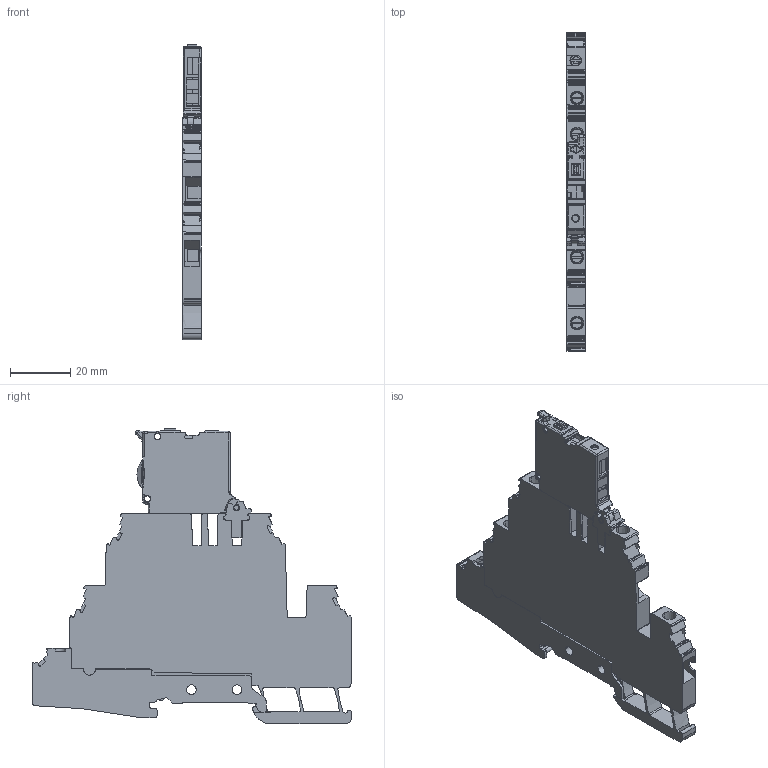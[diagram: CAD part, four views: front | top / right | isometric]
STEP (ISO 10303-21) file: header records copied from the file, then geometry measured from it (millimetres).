
FILE_DESCRIPTION(('CATIA V5R22 STEP214','CAx-IF Rec.Pracs.--- Model Styling and Organization---1.4--- 2014-01-23'),'2;1');
FILE_NAME ('1995225-4_0', '2024-03-07T07:39:59+00:00', ('Weidmueller Interface'), ('Weidmueller'), 'CATIA Version 5-6 Release 2016 SP3 HF44', 'CATIA V5 STEP AP214', 'none');
FILE_SCHEMA(('AUTOMOTIVE_DESIGN { 1 0 10303 214 1 1 1 1 }'));
Products named in the file (1): 3019360000
Bounding box: 6.1 x 106.23 x 98.46 mm (x, y, z)
Volume: 33815.5 mm3; surface area: 21080 mm2
Topology: 11 solids, 11 shells, 1670 faces, 4701 edges, 3057 vertices
Faces by surface type: plane 801, cylinder 519, extrusion 174, torus 102, bspline 41, cone 21, sphere 12
Entity records: 57215 total; most frequent: CARTESIAN_POINT 16837, ORIENTED_EDGE 9390, DIRECTION 6489, EDGE_CURVE 4695, VECTOR 3097, VERTEX_POINT 3057, LINE 2923, AXIS2_PLACEMENT_3D 2194
